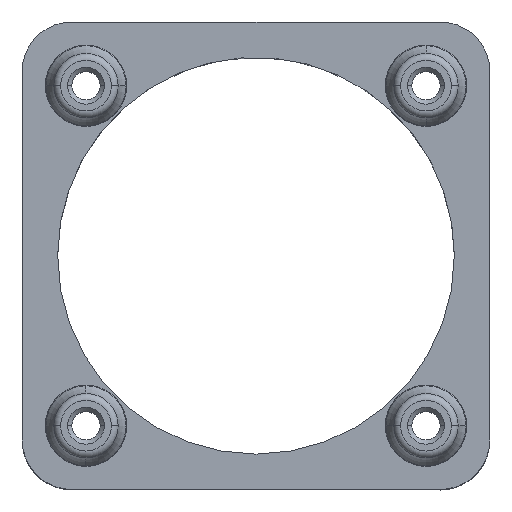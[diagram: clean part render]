
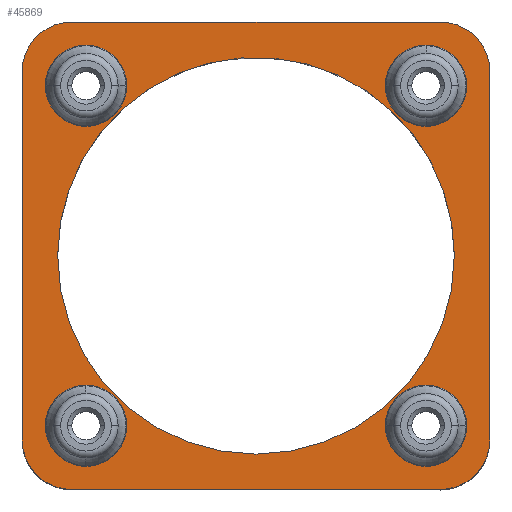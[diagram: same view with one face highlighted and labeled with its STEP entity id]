
A CAD part, top view. The second image highlights one B-rep face of the part: STEP entity #45869.
In plain terms, the highlighted planar face has unit normal (0, 0, 1).
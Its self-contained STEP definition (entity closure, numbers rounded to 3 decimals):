
#415=CARTESIAN_POINT('',(14.,0.,11.25));
#416=VERTEX_POINT('',#415);
#432=CARTESIAN_POINT('',(-14.,0.,11.25));
#433=VERTEX_POINT('',#432);
#440=CARTESIAN_POINT('',(0.,0.,11.25));
#441=DIRECTION('',(0.0,0.0,-1.0));
#442=DIRECTION('',(1.0,0.0,0.0));
#443=AXIS2_PLACEMENT_3D('',#440,#441,#442);
#444=CIRCLE('',#443,14.0);
#445=EDGE_CURVE('',#416,#433,#444,.T.);
#455=CARTESIAN_POINT('',(-10.0,-12.,11.25));
#456=VERTEX_POINT('',#455);
#465=CARTESIAN_POINT('',(-14.0,-12.,11.25));
#466=VERTEX_POINT('',#465);
#467=CARTESIAN_POINT('',(-12.0,-12.,11.25));
#468=DIRECTION('',(0.0,0.0,-1.0));
#469=DIRECTION('',(1.0,0.0,0.0));
#470=AXIS2_PLACEMENT_3D('',#467,#468,#469);
#471=CIRCLE('',#470,2.0);
#472=EDGE_CURVE('',#466,#456,#471,.T.);
#497=CARTESIAN_POINT('',(14.,12.,11.25));
#498=VERTEX_POINT('',#497);
#507=CARTESIAN_POINT('',(10.,12.,11.25));
#508=VERTEX_POINT('',#507);
#509=CARTESIAN_POINT('',(12.,12.,11.25));
#510=DIRECTION('',(0.0,0.0,-1.0));
#511=DIRECTION('',(1.0,0.0,0.0));
#512=AXIS2_PLACEMENT_3D('',#509,#510,#511);
#513=CIRCLE('',#512,2.0);
#514=EDGE_CURVE('',#508,#498,#513,.T.);
#539=CARTESIAN_POINT('',(-10.,12.,11.25));
#540=VERTEX_POINT('',#539);
#549=CARTESIAN_POINT('',(-14.,12.,11.25));
#550=VERTEX_POINT('',#549);
#551=CARTESIAN_POINT('',(-12.,12.,11.25));
#552=DIRECTION('',(0.0,0.0,-1.0));
#553=DIRECTION('',(1.0,0.0,0.0));
#554=AXIS2_PLACEMENT_3D('',#551,#552,#553);
#555=CIRCLE('',#554,2.0);
#556=EDGE_CURVE('',#550,#540,#555,.T.);
#581=CARTESIAN_POINT('',(14.,-12.,11.25));
#582=VERTEX_POINT('',#581);
#591=CARTESIAN_POINT('',(10.,-12.,11.25));
#592=VERTEX_POINT('',#591);
#593=CARTESIAN_POINT('',(12.,-12.,11.25));
#594=DIRECTION('',(0.0,0.0,-1.0));
#595=DIRECTION('',(1.0,0.0,0.0));
#596=AXIS2_PLACEMENT_3D('',#593,#594,#595);
#597=CIRCLE('',#596,2.0);
#598=EDGE_CURVE('',#592,#582,#597,.T.);
#44788=CARTESIAN_POINT('',(12.,-12.,11.25));
#44789=DIRECTION('',(0.0,0.0,-1.0));
#44790=DIRECTION('',(1.0,0.0,0.0));
#44791=AXIS2_PLACEMENT_3D('',#44788,#44789,#44790);
#44792=CIRCLE('',#44791,2.0);
#44793=EDGE_CURVE('',#582,#592,#44792,.T.);
#44806=CARTESIAN_POINT('',(-12.,12.,11.25));
#44807=DIRECTION('',(0.0,0.0,-1.0));
#44808=DIRECTION('',(1.0,0.0,0.0));
#44809=AXIS2_PLACEMENT_3D('',#44806,#44807,#44808);
#44810=CIRCLE('',#44809,2.0);
#44811=EDGE_CURVE('',#540,#550,#44810,.T.);
#44824=CARTESIAN_POINT('',(12.,12.,11.25));
#44825=DIRECTION('',(0.0,0.0,-1.0));
#44826=DIRECTION('',(1.0,0.0,0.0));
#44827=AXIS2_PLACEMENT_3D('',#44824,#44825,#44826);
#44828=CIRCLE('',#44827,2.0);
#44829=EDGE_CURVE('',#498,#508,#44828,.T.);
#44842=CARTESIAN_POINT('',(-12.0,-12.,11.25));
#44843=DIRECTION('',(0.0,0.0,-1.0));
#44844=DIRECTION('',(1.0,0.0,0.0));
#44845=AXIS2_PLACEMENT_3D('',#44842,#44843,#44844);
#44846=CIRCLE('',#44845,2.0);
#44847=EDGE_CURVE('',#456,#466,#44846,.T.);
#45291=CARTESIAN_POINT('',(16.5,13.,11.25));
#45292=VERTEX_POINT('',#45291);
#45299=CARTESIAN_POINT('',(16.5,-13.,11.25));
#45300=VERTEX_POINT('',#45299);
#45301=CARTESIAN_POINT('',(16.5,13.,11.25));
#45302=DIRECTION('',(0.0,-1.0,0.0));
#45303=VECTOR('',#45302,26.0);
#45304=LINE('',#45301,#45303);
#45305=EDGE_CURVE('',#45292,#45300,#45304,.T.);
#45324=CARTESIAN_POINT('',(13.,-16.5,11.25));
#45325=VERTEX_POINT('',#45324);
#45332=CARTESIAN_POINT('',(-13.0,-16.5,11.25));
#45333=VERTEX_POINT('',#45332);
#45334=CARTESIAN_POINT('',(13.,-16.5,11.25));
#45335=DIRECTION('',(-1.0,0.0,0.0));
#45336=VECTOR('',#45335,26.0);
#45337=LINE('',#45334,#45336);
#45338=EDGE_CURVE('',#45325,#45333,#45337,.T.);
#45600=CARTESIAN_POINT('',(-13.,16.5,11.25));
#45601=VERTEX_POINT('',#45600);
#45608=CARTESIAN_POINT('',(13.0,16.5,11.25));
#45609=VERTEX_POINT('',#45608);
#45610=CARTESIAN_POINT('',(-13.,16.5,11.25));
#45611=DIRECTION('',(1.0,0.0,0.0));
#45612=VECTOR('',#45611,26.0);
#45613=LINE('',#45610,#45612);
#45614=EDGE_CURVE('',#45601,#45609,#45613,.T.);
#45633=CARTESIAN_POINT('',(11.152,8.464,11.25));
#45634=VERTEX_POINT('',#45633);
#45635=CARTESIAN_POINT('',(0.,0.,11.25));
#45636=DIRECTION('',(0.0,0.0,-1.0));
#45637=DIRECTION('',(1.0,0.0,0.0));
#45638=AXIS2_PLACEMENT_3D('',#45635,#45636,#45637);
#45639=CIRCLE('',#45638,14.0);
#45640=EDGE_CURVE('',#45634,#416,#45639,.T.);
#45642=CARTESIAN_POINT('',(0.,0.,11.25));
#45643=DIRECTION('',(0.0,0.0,-1.0));
#45644=DIRECTION('',(1.0,0.0,0.0));
#45645=AXIS2_PLACEMENT_3D('',#45642,#45643,#45644);
#45646=CIRCLE('',#45645,14.0);
#45647=EDGE_CURVE('',#433,#45634,#45646,.T.);
#45733=CARTESIAN_POINT('',(-16.5,-13.,11.25));
#45734=VERTEX_POINT('',#45733);
#45741=CARTESIAN_POINT('',(-16.5,13.,11.25));
#45742=VERTEX_POINT('',#45741);
#45743=CARTESIAN_POINT('',(-16.5,-13.,11.25));
#45744=DIRECTION('',(0.0,1.0,0.0));
#45745=VECTOR('',#45744,26.);
#45746=LINE('',#45743,#45745);
#45747=EDGE_CURVE('',#45734,#45742,#45746,.T.);
#45767=CARTESIAN_POINT('',(-13.,13.,11.25));
#45768=DIRECTION('',(0.0,0.0,-1.0));
#45769=DIRECTION('',(1.0,0.0,0.0));
#45770=AXIS2_PLACEMENT_3D('',#45767,#45768,#45769);
#45771=CIRCLE('',#45770,3.5);
#45772=EDGE_CURVE('',#45742,#45601,#45771,.T.);
#45785=CARTESIAN_POINT('',(13.0,13.,11.25));
#45786=DIRECTION('',(0.0,0.0,-1.0));
#45787=DIRECTION('',(1.0,0.0,0.0));
#45788=AXIS2_PLACEMENT_3D('',#45785,#45786,#45787);
#45789=CIRCLE('',#45788,3.5);
#45790=EDGE_CURVE('',#45609,#45292,#45789,.T.);
#45803=CARTESIAN_POINT('',(13.,-13.,11.25));
#45804=DIRECTION('',(0.0,0.0,-1.0));
#45805=DIRECTION('',(1.0,0.0,0.0));
#45806=AXIS2_PLACEMENT_3D('',#45803,#45804,#45805);
#45807=CIRCLE('',#45806,3.5);
#45808=EDGE_CURVE('',#45300,#45325,#45807,.T.);
#45821=CARTESIAN_POINT('',(-13.0,-13.,11.25));
#45822=DIRECTION('',(0.0,0.0,-1.0));
#45823=DIRECTION('',(1.0,0.0,0.0));
#45824=AXIS2_PLACEMENT_3D('',#45821,#45822,#45823);
#45825=CIRCLE('',#45824,3.5);
#45826=EDGE_CURVE('',#45333,#45734,#45825,.T.);
#45833=CARTESIAN_POINT('',(0.,0.,11.25));
#45834=DIRECTION('',(0.0,0.0,1.0));
#45835=DIRECTION('',(1.0,0.0,0.0));
#45836=AXIS2_PLACEMENT_3D('',#45833,#45834,#45835);
#45837=PLANE('',#45836);
#45838=ORIENTED_EDGE('',*,*,#45747,.F.);
#45839=ORIENTED_EDGE('',*,*,#45826,.F.);
#45840=ORIENTED_EDGE('',*,*,#45338,.F.);
#45841=ORIENTED_EDGE('',*,*,#45808,.F.);
#45842=ORIENTED_EDGE('',*,*,#45305,.F.);
#45843=ORIENTED_EDGE('',*,*,#45790,.F.);
#45844=ORIENTED_EDGE('',*,*,#45614,.F.);
#45845=ORIENTED_EDGE('',*,*,#45772,.F.);
#45846=EDGE_LOOP('',(#45838,#45839,#45840,#45841,#45842,#45843,#45844,#45845));
#45847=FACE_OUTER_BOUND('',#45846,.T.);
#45848=ORIENTED_EDGE('',*,*,#44793,.T.);
#45849=ORIENTED_EDGE('',*,*,#598,.T.);
#45850=EDGE_LOOP('',(#45848,#45849));
#45851=FACE_BOUND('',#45850,.T.);
#45852=ORIENTED_EDGE('',*,*,#44811,.T.);
#45853=ORIENTED_EDGE('',*,*,#556,.T.);
#45854=EDGE_LOOP('',(#45852,#45853));
#45855=FACE_BOUND('',#45854,.T.);
#45856=ORIENTED_EDGE('',*,*,#44829,.T.);
#45857=ORIENTED_EDGE('',*,*,#514,.T.);
#45858=EDGE_LOOP('',(#45856,#45857));
#45859=FACE_BOUND('',#45858,.T.);
#45860=ORIENTED_EDGE('',*,*,#44847,.T.);
#45861=ORIENTED_EDGE('',*,*,#472,.T.);
#45862=EDGE_LOOP('',(#45860,#45861));
#45863=FACE_BOUND('',#45862,.T.);
#45864=ORIENTED_EDGE('',*,*,#45640,.T.);
#45865=ORIENTED_EDGE('',*,*,#445,.T.);
#45866=ORIENTED_EDGE('',*,*,#45647,.T.);
#45867=EDGE_LOOP('',(#45864,#45865,#45866));
#45868=FACE_BOUND('',#45867,.T.);
#45869=ADVANCED_FACE('',(#45847,#45851,#45855,#45859,#45863,#45868),#45837,.T.);
